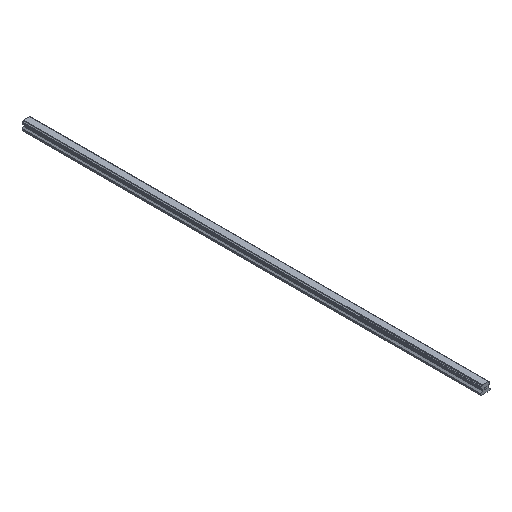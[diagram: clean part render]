
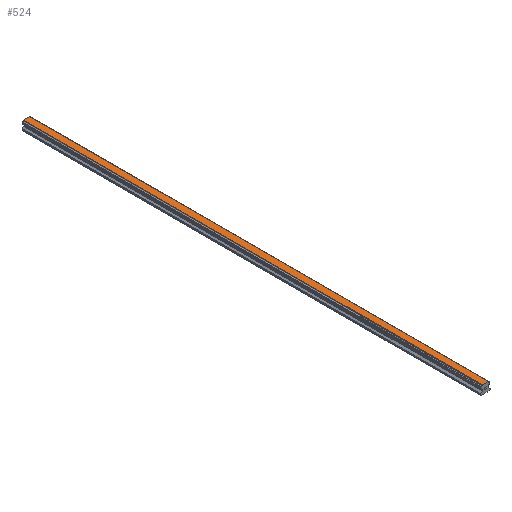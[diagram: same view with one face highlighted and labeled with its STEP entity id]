
A CAD part, isometric view. The second image highlights one B-rep face of the part: STEP entity #524.
In plain terms, the highlighted planar face has unit normal (0, 0, 1).
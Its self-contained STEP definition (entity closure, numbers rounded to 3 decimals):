
#524=ADVANCED_FACE('',(#1087),#1088,.T.);
#1087=FACE_OUTER_BOUND('',#1665,.T.);
#1088=PLANE('',#1666);
#1665=EDGE_LOOP('',(#3200,#3201,#3202,#3203));
#1666=AXIS2_PLACEMENT_3D('',#3204,#3205,#3206);
#3200=ORIENTED_EDGE('',*,*,#3853,.T.);
#3201=ORIENTED_EDGE('',*,*,#3998,.F.);
#3202=ORIENTED_EDGE('',*,*,#3717,.T.);
#3203=ORIENTED_EDGE('',*,*,#3996,.T.);
#3204=CARTESIAN_POINT('',(0.,1370.0,26.));
#3205=DIRECTION('',(0.0,0.0,1.0));
#3206=DIRECTION('',(-1.0,0.0,0.0));
#3717=EDGE_CURVE('',#4552,#4550,#4553,.T.);
#3853=EDGE_CURVE('',#4779,#4777,#4780,.T.);
#3996=EDGE_CURVE('',#4550,#4779,#4946,.T.);
#3998=EDGE_CURVE('',#4552,#4777,#4948,.T.);
#4550=VERTEX_POINT('',#5696);
#4552=VERTEX_POINT('',#5699);
#4553=LINE('',#5700,#5701);
#4777=VERTEX_POINT('',#6013);
#4779=VERTEX_POINT('',#6016);
#4780=LINE('',#6017,#6018);
#4946=LINE('',#6222,#6223);
#4948=LINE('',#6225,#6226);
#5696=CARTESIAN_POINT('',(-9.342,1370.0,26.));
#5699=CARTESIAN_POINT('',(9.342,1370.0,26.));
#5700=CARTESIAN_POINT('',(9.342,1370.0,26.));
#5701=VECTOR('',#6630,1.0);
#6013=CARTESIAN_POINT('',(9.342,0.0,26.));
#6016=CARTESIAN_POINT('',(-9.342,0.0,26.));
#6017=CARTESIAN_POINT('',(9.342,0.0,26.));
#6018=VECTOR('',#6786,1.0);
#6222=CARTESIAN_POINT('',(-9.342,1370.0,26.));
#6223=VECTOR('',#6960,1.0);
#6225=CARTESIAN_POINT('',(9.342,1370.0,26.));
#6226=VECTOR('',#6961,1.0);
#6630=DIRECTION('',(-1.0,0.0,0.0));
#6786=DIRECTION('',(1.0,0.0,0.0));
#6960=DIRECTION('',(0.0,-1.0,0.0));
#6961=DIRECTION('',(0.0,-1.0,0.0));
